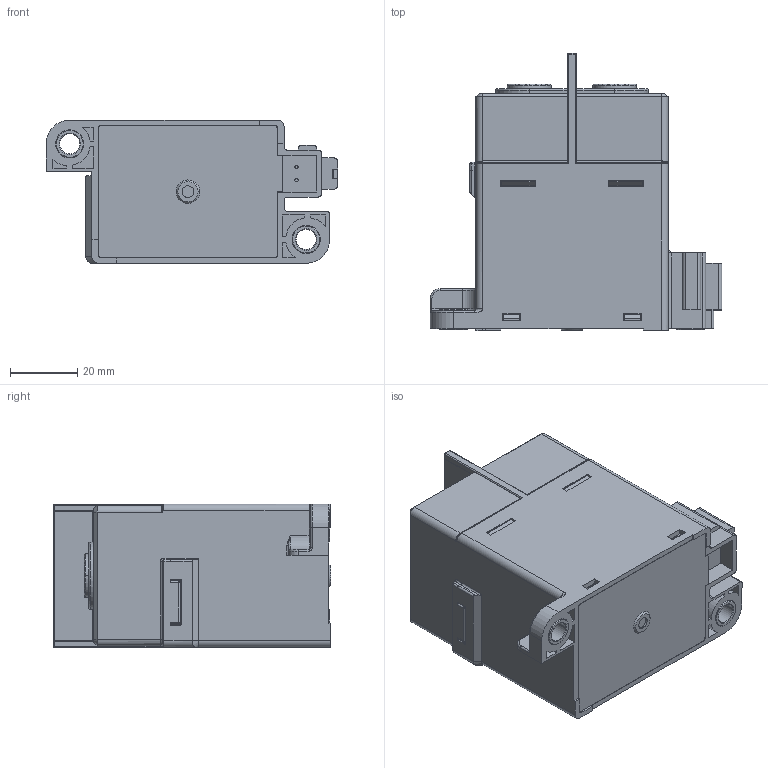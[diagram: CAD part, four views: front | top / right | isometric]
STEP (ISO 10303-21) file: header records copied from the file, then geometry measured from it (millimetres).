
FILE_DESCRIPTION((''),'2;1');
FILE_NAME('TOTAL_ASSY_SUB_GER-M4_SW0001','2022-03-07T',('hmrkim'),(''),'CREO PARAMETRIC BY PTC INC, 2018360','CREO PARAMETRIC BY PTC INC, 2018360','');
FILE_SCHEMA(('CONFIG_CONTROL_DESIGN'));
Length unit declared in the file: millimetre
Products named in the file (1): TOTAL_ASSY_SUB_GER-M4_SW0001
Bounding box: 86.9 x 82.6 x 42.9 mm (x, y, z)
Volume: 40131.7 mm3; surface area: 47816 mm2
Topology: 4 solids, 6 shells, 1253 faces, 3277 edges, 2087 vertices
Faces by surface type: plane 822, cylinder 293, torus 53, cone 40, bspline 28, sphere 17
Entity records: 40530 total; most frequent: CARTESIAN_POINT 9552, ORIENTED_EDGE 6542, DIRECTION 6236, EDGE_CURVE 3271, VECTOR 2470, LINE 2470, VERTEX_POINT 2087, AXIS2_PLACEMENT_3D 1883
